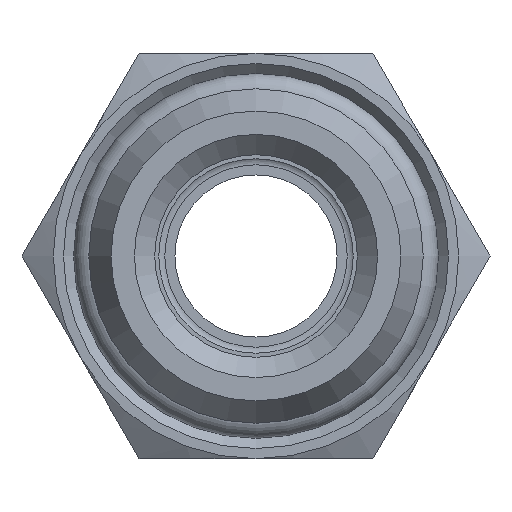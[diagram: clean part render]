
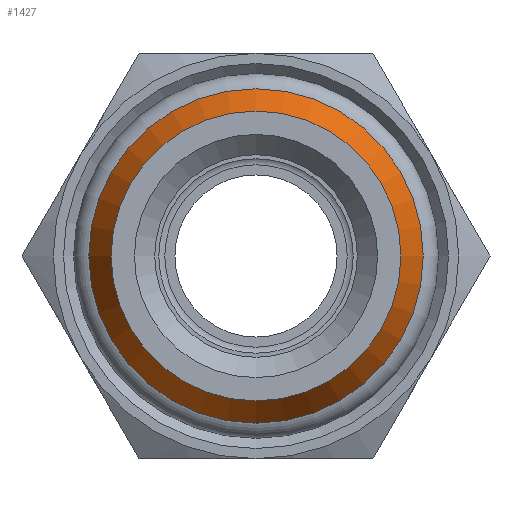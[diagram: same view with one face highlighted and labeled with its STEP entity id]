
A CAD part, front view. The second image highlights one B-rep face of the part: STEP entity #1427.
In plain terms, the highlighted conical face has half-angle 30 degrees and reference radius 7.15 mm.
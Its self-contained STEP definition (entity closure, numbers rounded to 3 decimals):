
#151 = CARTESIAN_POINT ( 'NONE',  ( 0., 1.905, 0. ) ) ;
#153 = DIRECTION ( 'NONE',  ( 0., 0., -1. ) ) ;
#155 = DIRECTION ( 'NONE',  ( 0., -1., 0. ) ) ;
#160 = CARTESIAN_POINT ( 'NONE',  ( 0., 0., 0. ) ) ;
#177 = DIRECTION ( 'NONE',  ( 0., 0., -1. ) ) ;
#183 = DIRECTION ( 'NONE',  ( 0., -1., 0. ) ) ;
#345 = CARTESIAN_POINT ( 'NONE',  ( 0., 0., 0. ) ) ;
#347 = DIRECTION ( 'NONE',  ( 0., 1., 0. ) ) ;
#354 = DIRECTION ( 'NONE',  ( 0., 0., 1. ) ) ;
#447 = ORIENTED_EDGE ( 'NONE', *, *, #1159, .T. ) ;
#454 = ORIENTED_EDGE ( 'NONE', *, *, #1163, .F. ) ;
#466 = FACE_OUTER_BOUND ( 'NONE', #632, .T. ) ;
#511 = FACE_BOUND ( 'NONE', #635, .T. ) ;
#515 = CIRCLE ( 'NONE', #1100, 7.15 ) ;
#528 = CONICAL_SURFACE ( 'NONE', #956, 7.15, 0.524 ) ;
#562 = CIRCLE ( 'NONE', #1105, 8.25 ) ;
#632 = EDGE_LOOP ( 'NONE', ( #447 ) ) ;
#635 = EDGE_LOOP ( 'NONE', ( #454 ) ) ;
#831 = CARTESIAN_POINT ( 'NONE',  ( 0., 0., -7.15 ) ) ;
#861 = CARTESIAN_POINT ( 'NONE',  ( 0., 1.905, -8.25 ) ) ;
#956 = AXIS2_PLACEMENT_3D ( 'NONE', #345, #347, #354 ) ;
#1100 = AXIS2_PLACEMENT_3D ( 'NONE', #160, #155, #153 ) ;
#1105 = AXIS2_PLACEMENT_3D ( 'NONE', #151, #183, #177 ) ;
#1159 = EDGE_CURVE ( 'NONE', #1386, #1386, #562, .T. ) ;
#1163 = EDGE_CURVE ( 'NONE', #1360, #1360, #515, .T. ) ;
#1360 = VERTEX_POINT ( 'NONE', #831 ) ;
#1386 = VERTEX_POINT ( 'NONE', #861 ) ;
#1427 = ADVANCED_FACE ( 'NONE', ( #466, #511 ), #528, .T. ) ;
